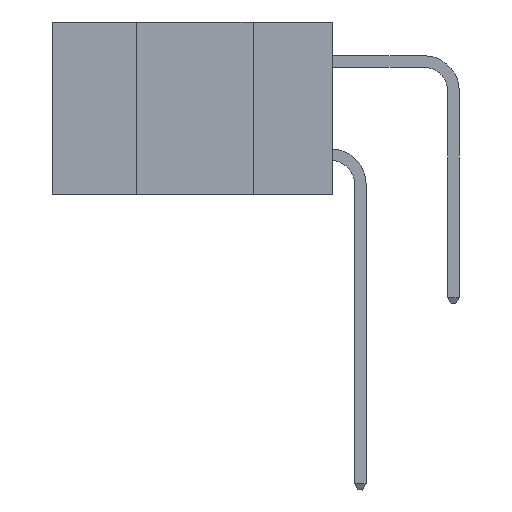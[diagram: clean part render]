
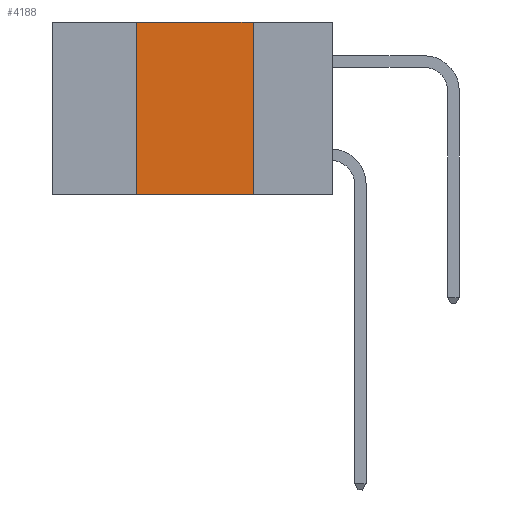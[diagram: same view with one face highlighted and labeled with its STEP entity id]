
A CAD part, left-side view. The second image highlights one B-rep face of the part: STEP entity #4188.
In plain terms, the highlighted planar face has unit normal (-1, 0, 0).
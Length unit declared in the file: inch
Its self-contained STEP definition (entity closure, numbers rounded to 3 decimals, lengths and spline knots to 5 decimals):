
#26 = EDGE_LOOP ( 'NONE', ( #14186, #12820, #2142, #1864 ) ) ;
#1329 = VECTOR ( 'NONE', #3441, 39.37008 ) ;
#1577 = VERTEX_POINT ( 'NONE', #10633 ) ;
#1864 = ORIENTED_EDGE ( 'NONE', *, *, #7024, .T. ) ;
#2142 = ORIENTED_EDGE ( 'NONE', *, *, #6526, .F. ) ;
#2250 = VECTOR ( 'NONE', #15116, 39.37008 ) ;
#2351 = CARTESIAN_POINT ( 'NONE',  ( 0., 0.42, -0.37 ) ) ;
#2361 = AXIS2_PLACEMENT_3D ( 'NONE', #6701, #5424, #10536 ) ;
#3222 = CARTESIAN_POINT ( 'NONE',  ( 0., 0.42, 0. ) ) ;
#3376 = CARTESIAN_POINT ( 'NONE',  ( 0., 0.17, -0.37 ) ) ;
#3441 = DIRECTION ( 'NONE',  ( 0., 0., 1. ) ) ;
#4188 = ADVANCED_FACE ( 'NONE', ( #9076 ), #7647, .F. ) ;
#4504 = VECTOR ( 'NONE', #11067, 39.37008 ) ;
#5424 = DIRECTION ( 'NONE',  ( 1., 0., 0. ) ) ;
#5782 = CARTESIAN_POINT ( 'NONE',  ( 0., 0.6, 0. ) ) ;
#6457 = LINE ( 'NONE', #10201, #10967 ) ;
#6526 = EDGE_CURVE ( 'NONE', #1577, #13907, #10077, .T. ) ;
#6701 = CARTESIAN_POINT ( 'NONE',  ( 0., 0.6, 0. ) ) ;
#7024 = EDGE_CURVE ( 'NONE', #1577, #15035, #6457, .T. ) ;
#7148 = LINE ( 'NONE', #5782, #4504 ) ;
#7262 = EDGE_CURVE ( 'NONE', #13969, #15035, #11125, .T. ) ;
#7647 = PLANE ( 'NONE',  #2361 ) ;
#9076 = FACE_OUTER_BOUND ( 'NONE', #26, .T. ) ;
#9942 = CARTESIAN_POINT ( 'NONE',  ( 0., 0.17, 0. ) ) ;
#10077 = LINE ( 'NONE', #2351, #1329 ) ;
#10201 = CARTESIAN_POINT ( 'NONE',  ( 0., 0.6, -0.37 ) ) ;
#10536 = DIRECTION ( 'NONE',  ( 0., 0., -1. ) ) ;
#10633 = CARTESIAN_POINT ( 'NONE',  ( 0., 0.42, -0.37 ) ) ;
#10967 = VECTOR ( 'NONE', #15388, 39.37008 ) ;
#11067 = DIRECTION ( 'NONE',  ( 0., -1., 0. ) ) ;
#11125 = LINE ( 'NONE', #3376, #2250 ) ;
#11812 = CARTESIAN_POINT ( 'NONE',  ( 0., 0.17, -0.37 ) ) ;
#12820 = ORIENTED_EDGE ( 'NONE', *, *, #13382, .F. ) ;
#13382 = EDGE_CURVE ( 'NONE', #13907, #13969, #7148, .T. ) ;
#13907 = VERTEX_POINT ( 'NONE', #3222 ) ;
#13969 = VERTEX_POINT ( 'NONE', #9942 ) ;
#14186 = ORIENTED_EDGE ( 'NONE', *, *, #7262, .F. ) ;
#15035 = VERTEX_POINT ( 'NONE', #11812 ) ;
#15116 = DIRECTION ( 'NONE',  ( 0., 0., -1. ) ) ;
#15388 = DIRECTION ( 'NONE',  ( 0., -1., 0. ) ) ;
